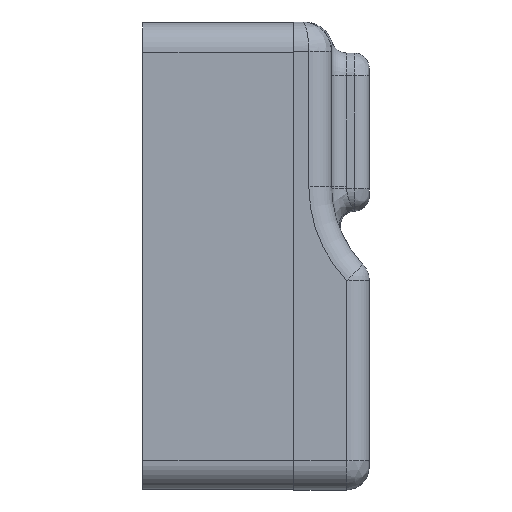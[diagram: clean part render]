
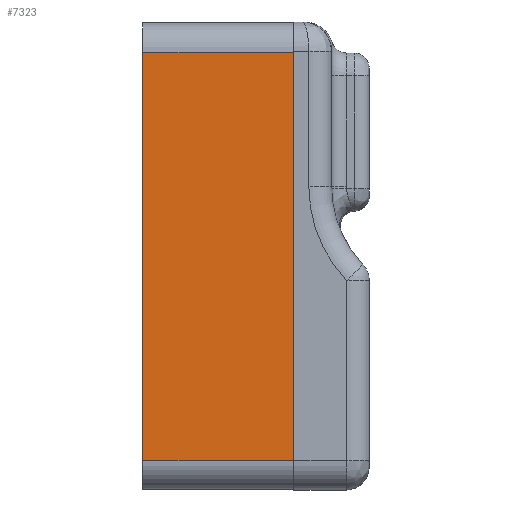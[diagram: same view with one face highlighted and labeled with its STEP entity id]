
A CAD part, left-side view. The second image highlights one B-rep face of the part: STEP entity #7323.
In plain terms, the highlighted planar face has unit normal (-1, 0, 0).
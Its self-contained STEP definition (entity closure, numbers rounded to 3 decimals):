
#466=PLANE('',#7931);
#741=FACE_OUTER_BOUND('',#1176,.T.);
#1176=EDGE_LOOP('',(#5825,#5826,#5827,#5828));
#1502=LINE('',#10206,#2143);
#1747=LINE('',#11898,#2388);
#1748=LINE('',#11901,#2389);
#1749=LINE('',#11902,#2390);
#2143=VECTOR('',#8371,10.);
#2388=VECTOR('',#9164,10.);
#2389=VECTOR('',#9167,10.);
#2390=VECTOR('',#9168,10.);
#3076=VERTEX_POINT('',#10203);
#3077=VERTEX_POINT('',#10205);
#3446=VERTEX_POINT('',#11896);
#3447=VERTEX_POINT('',#11900);
#3818=EDGE_CURVE('',#3076,#3077,#1502,.F.);
#4314=EDGE_CURVE('',#3446,#3076,#1747,.T.);
#4315=EDGE_CURVE('',#3077,#3447,#1748,.T.);
#4316=EDGE_CURVE('',#3447,#3446,#1749,.F.);
#5825=ORIENTED_EDGE('',*,*,#4315,.F.);
#5826=ORIENTED_EDGE('',*,*,#3818,.F.);
#5827=ORIENTED_EDGE('',*,*,#4314,.F.);
#5828=ORIENTED_EDGE('',*,*,#4316,.F.);
#7323=ADVANCED_FACE('',(#741),#466,.F.);
#7931=AXIS2_PLACEMENT_3D('',#11899,#9165,#9166);
#8371=DIRECTION('',(0.,0.,-1.));
#9164=DIRECTION('',(0.,1.,0.));
#9165=DIRECTION('center_axis',(1.,0.,0.));
#9166=DIRECTION('ref_axis',(0.,0.,
1.));
#9167=DIRECTION('',(0.,-1.,0.));
#9168=DIRECTION('',(0.,0.,1.));
#10203=CARTESIAN_POINT('',(-25.9,-40.,9.9));
#10205=CARTESIAN_POINT('',(-25.9,-40.,64.));
#10206=CARTESIAN_POINT('',(-25.9,-40.,24.5));
#11896=CARTESIAN_POINT('',(-25.9,-60.,9.9));
#11898=CARTESIAN_POINT('',(-25.9,-40.,9.9));
#11899=CARTESIAN_POINT('Origin',(-25.9,-40.,12.));
#11900=CARTESIAN_POINT('',(-25.9,-60.,64.));
#11901=CARTESIAN_POINT('',(-25.9,-40.,64.));
#11902=CARTESIAN_POINT('',(-25.9,-60.,24.5));
